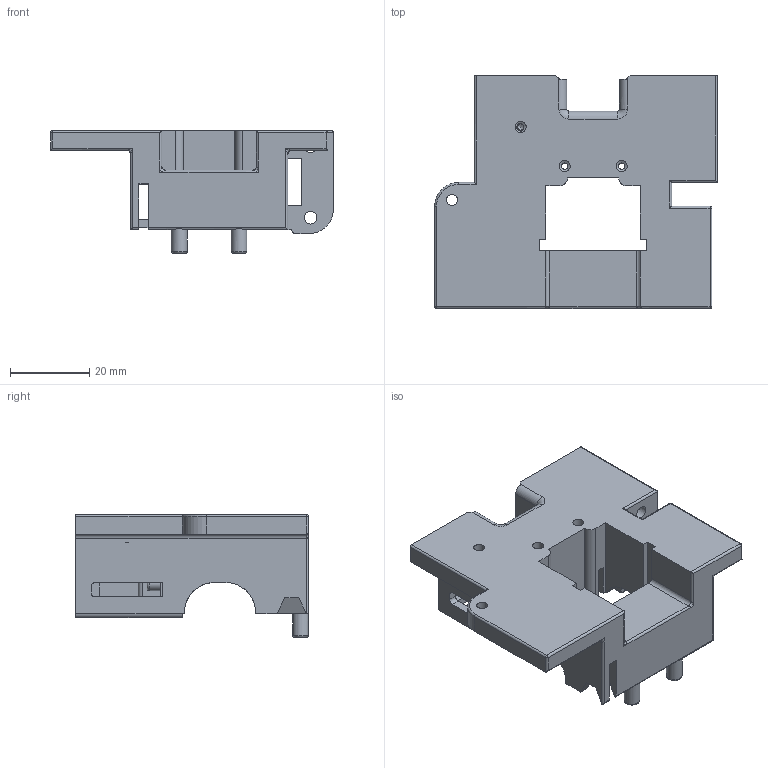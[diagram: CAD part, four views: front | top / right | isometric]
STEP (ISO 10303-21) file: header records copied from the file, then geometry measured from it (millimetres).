
FILE_DESCRIPTION(/* description */ (''),/* implementation_level */ '2;1');
FILE_NAME(/* name */ 'Druckkopf CZ-300 v24.step',/* time_stamp */ '2023-08-04T19:12:23+02:00',/* author */ (''),/* organization */ (''),/* preprocessor_version */ 'ST-DEVELOPER v19.2',/* originating_system */ 'Autodesk Translation Framework v12.6.0.85',/* authorisation */ '');
FILE_SCHEMA (('AUTOMOTIVE_DESIGN { 1 0 10303 214 3 1 1 }'));
Length unit declared in the file: millimetre
Products named in the file (1): Druckkopf CZ-300
Bounding box: 71.35 x 58.8 x 31 mm (x, y, z)
Volume: 41238.1 mm3; surface area: 17945.3 mm2
Topology: 1 solids, 1 shells, 265 faces, 728 edges, 458 vertices
Faces by surface type: plane 122, cylinder 116, torus 13, bspline 7, cone 4, sphere 3
Full cylindrical faces by diameter (mm): 1.623 x5, 2.074 x4, 2.8 x4, 3.2 x2, 3.5 x2, 4 x2, 6 x2
Entity records: 9992 total; most frequent: CARTESIAN_POINT 3203, ORIENTED_EDGE 1446, DIRECTION 1385, EDGE_CURVE 723, AXIS2_PLACEMENT_3D 464, VERTEX_POINT 458, LINE 457, VECTOR 457
